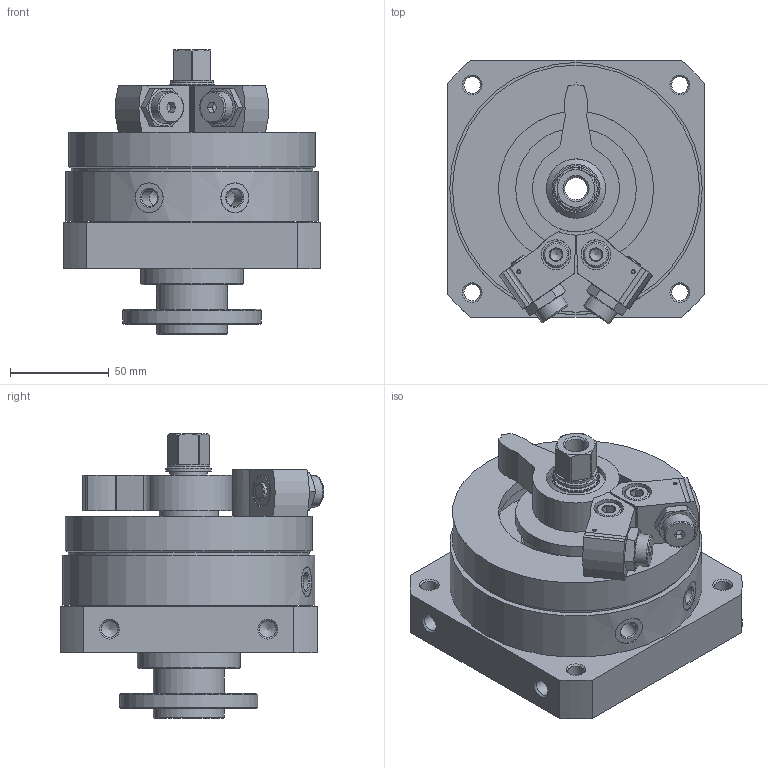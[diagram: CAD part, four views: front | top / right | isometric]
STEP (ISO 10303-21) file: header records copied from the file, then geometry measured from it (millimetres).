
FILE_DESCRIPTION(/* description */ ('STEP AP214'),/* implementation_level */ '2;1');
FILE_NAME(/* name */ '547587_DSM-40-270-P-FW-A-B',/* time_stamp */ '2024-08-21T18:46:37+02:00',/* author */ ('License CC BY-ND 4.0'),/* organization */ ('CADENAS'),/* preprocessor_version */ 'ST-DEVELOPER v19.3',/* originating_system */ 'PARTsolutions',/* authorisation */ ' ');
FILE_SCHEMA (('AUTOMOTIVE_DESIGN {1 0 10303 214 3 1 1}'));
Length unit declared in the file: millimetre
Products named in the file (10): 547587 DSM-40-270-P-FW-A-B--(0); 547587 DSM-40-270-P-FW-A-B_G---(B); 704067 DSM-40-BR---(HZ); 710518 DSM-40-P-B; 371076 SLT-20; 342623 DSM-40_NS; DIN-912 - M8x30(F); 348988 SPZ-25-P-A M16X1-5-19; 704066 DSM-40-BL---(HZ); 547587 DSM-40-270-P-FW-A-B_K---(B)
Assembly tree (14 placements, depth 2):
  547587 DSM-40-270-P-FW-A-B--(0)
    547587 DSM-40-270-P-FW-A-B_G---(B)
    704067 DSM-40-BR---(HZ)
    710518 DSM-40-P-B  x2
    371076 SLT-20  x2
    342623 DSM-40_NS  x2
    DIN-912 - M8x30(F)  x2
    348988 SPZ-25-P-A M16X1-5-19  x2
    704066 DSM-40-BL---(HZ)
    547587 DSM-40-270-P-FW-A-B_K---(B)
Bounding box: 130 x 133.35 x 143.8 mm (x, y, z)
Volume: 983698.1 mm3; surface area: 163917.4 mm2
Topology: 14 solids, 14 shells, 385 faces, 876 edges, 544 vertices
Faces by surface type: plane 153, cylinder 119, cone 107, torus 6
Full cylindrical faces by diameter (mm): 1.567 x2, 6.647 x6, 8 x2, 8.376 x10, 8.566 x2, 9 x6, 9.6 x2, 11.445 x1, 13 x2, 14.917 x4, 15 x4, 16 x2, 19 x1, 21.5 x1, 23 x2, 30 x3, 36 x2, 52 x1, 53 x1, 61 x1, 70 x1, 78.5 x1, 90 x1, 102 x1, 122 x1, 125 x1, 127.65 x1
Entity records: 8311 total; most frequent: CARTESIAN_POINT 1508, DIRECTION 1449, ORIENTED_EDGE 1092, AXIS2_PLACEMENT_3D 624, EDGE_CURVE 546, FACE_BOUND 515, EDGE_LOOP 505, VERTEX_POINT 423
